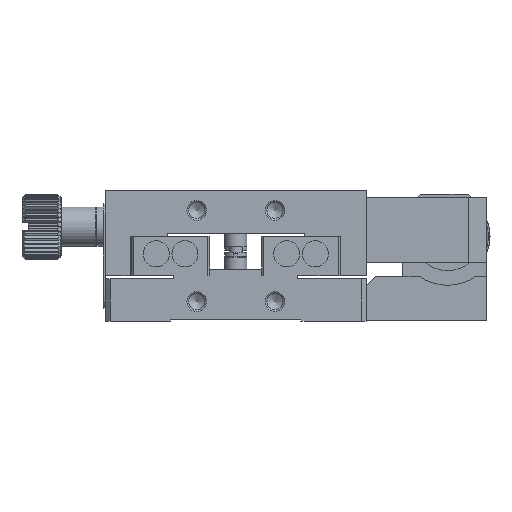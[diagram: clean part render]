
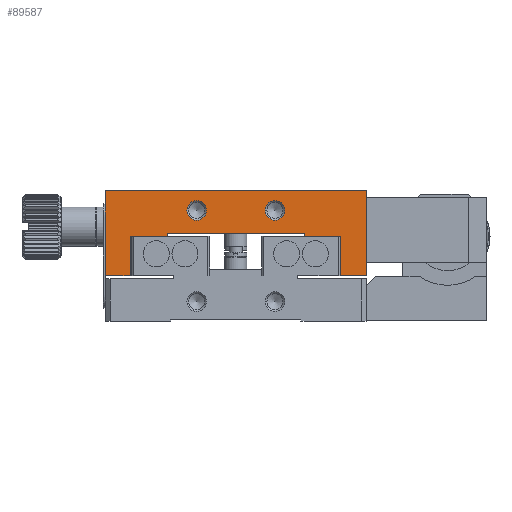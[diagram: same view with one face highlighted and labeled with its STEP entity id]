
A CAD part, left-side view. The second image highlights one B-rep face of the part: STEP entity #89587.
In plain terms, the highlighted planar face has unit normal (-1, 0, 0).
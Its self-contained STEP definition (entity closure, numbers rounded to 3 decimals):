
#13 = VERTEX_POINT ( 'NONE', #14756 ) ;
#121 = ORIENTED_EDGE ( 'NONE', *, *, #76679, .F. ) ;
#452 = EDGE_CURVE ( 'NONE', #52682, #76153, #45200, .T. ) ;
#725 = DIRECTION ( 'NONE',  ( 0., 1., 0. ) ) ;
#823 = DIRECTION ( 'NONE',  ( -1., 0., 0. ) ) ;
#1656 = CARTESIAN_POINT ( 'NONE',  ( -20., 16.2, 13. ) ) ;
#2393 = EDGE_CURVE ( 'NONE', #51236, #91162, #79791, .T. ) ;
#2397 = CARTESIAN_POINT ( 'NONE',  ( -20., 16.2, 20. ) ) ;
#2613 = EDGE_CURVE ( 'NONE', #77686, #80611, #13174, .T. ) ;
#4204 = CARTESIAN_POINT ( 'NONE',  ( -20., -10.5, 13. ) ) ;
#4951 = DIRECTION ( 'NONE',  ( 0., 0., -1. ) ) ;
#5199 = EDGE_CURVE ( 'NONE', #79778, #20305, #25890, .T. ) ;
#5406 = LINE ( 'NONE', #42508, #77846 ) ;
#6045 = CARTESIAN_POINT ( 'NONE',  ( -20., 20., 7. ) ) ;
#6226 = LINE ( 'NONE', #93737, #45384 ) ;
#6800 = CARTESIAN_POINT ( 'NONE',  ( -20., 20., 13.5 ) ) ;
#8046 = CARTESIAN_POINT ( 'NONE',  ( -20., 10.5, 13. ) ) ;
#8201 = VERTEX_POINT ( 'NONE', #65486 ) ;
#8541 = ORIENTED_EDGE ( 'NONE', *, *, #452, .F. ) ;
#10330 = EDGE_CURVE ( 'NONE', #85053, #12560, #5406, .T. ) ;
#10356 = DIRECTION ( 'NONE',  ( 0., -1., 0. ) ) ;
#11172 = CARTESIAN_POINT ( 'NONE',  ( -20., 10.5, 13.5 ) ) ;
#12560 = VERTEX_POINT ( 'NONE', #60398 ) ;
#13174 = LINE ( 'NONE', #6045, #49206 ) ;
#14756 = CARTESIAN_POINT ( 'NONE',  ( -20., 7.5, 17. ) ) ;
#15002 = LINE ( 'NONE', #93481, #55206 ) ;
#16383 = EDGE_CURVE ( 'NONE', #45712, #85053, #89334, .T. ) ;
#17785 = ORIENTED_EDGE ( 'NONE', *, *, #55362, .F. ) ;
#17806 = AXIS2_PLACEMENT_3D ( 'NONE', #61389, #73429, #82810 ) ;
#17954 = CARTESIAN_POINT ( 'NONE',  ( -20., 20., 20. ) ) ;
#18193 = CARTESIAN_POINT ( 'NONE',  ( -20., 20., 20. ) ) ;
#20127 = FACE_OUTER_BOUND ( 'NONE', #24172, .T. ) ;
#20305 = VERTEX_POINT ( 'NONE', #8046 ) ;
#20359 = VECTOR ( 'NONE', #35633, 1000. ) ;
#20933 = VERTEX_POINT ( 'NONE', #50371 ) ;
#24172 = EDGE_LOOP ( 'NONE', ( #8541, #58242, #85711, #32851, #90032, #61994, #26811, #92208, #121, #79005, #38834, #40096 ) ) ;
#25890 = LINE ( 'NONE', #11172, #53892 ) ;
#26016 = CARTESIAN_POINT ( 'NONE',  ( -20., 16.2, 7. ) ) ;
#26811 = ORIENTED_EDGE ( 'NONE', *, *, #46526, .F. ) ;
#27192 = CARTESIAN_POINT ( 'NONE',  ( -20., 10.5, 13.5 ) ) ;
#28564 = DIRECTION ( 'NONE',  ( 0., 1., 0. ) ) ;
#32851 = ORIENTED_EDGE ( 'NONE', *, *, #80077, .F. ) ;
#33332 = EDGE_CURVE ( 'NONE', #20933, #20933, #92960, .T. ) ;
#33549 = DIRECTION ( 'NONE',  ( 0., 1., 0. ) ) ;
#34107 = VECTOR ( 'NONE', #88372, 1000. ) ;
#35633 = DIRECTION ( 'NONE',  ( 0., 0., 1. ) ) ;
#38834 = ORIENTED_EDGE ( 'NONE', *, *, #16383, .F. ) ;
#39037 = CIRCLE ( 'NONE', #17806, 1.5 ) ;
#39355 = ORIENTED_EDGE ( 'NONE', *, *, #33332, .F. ) ;
#39378 = EDGE_LOOP ( 'NONE', ( #39355 ) ) ;
#39772 = CARTESIAN_POINT ( 'NONE',  ( -20., -10.5, 13.5 ) ) ;
#40096 = ORIENTED_EDGE ( 'NONE', *, *, #89068, .F. ) ;
#42508 = CARTESIAN_POINT ( 'NONE',  ( -20., 20., 20. ) ) ;
#44424 = EDGE_CURVE ( 'NONE', #8201, #51236, #15002, .T. ) ;
#44820 = VECTOR ( 'NONE', #63339, 1000. ) ;
#45200 = LINE ( 'NONE', #2397, #70449 ) ;
#45384 = VECTOR ( 'NONE', #28564, 1000. ) ;
#45712 = VERTEX_POINT ( 'NONE', #73929 ) ;
#46526 = EDGE_CURVE ( 'NONE', #80611, #8201, #78863, .T. ) ;
#48647 = DIRECTION ( 'NONE',  ( 0., -1., 0. ) ) ;
#49109 = DIRECTION ( 'NONE',  ( 1., 0., 0. ) ) ;
#49206 = VECTOR ( 'NONE', #92582, 1000. ) ;
#50019 = EDGE_CURVE ( 'NONE', #20305, #52682, #79952, .T. ) ;
#50371 = CARTESIAN_POINT ( 'NONE',  ( -20., -4.5, 17. ) ) ;
#51236 = VERTEX_POINT ( 'NONE', #4204 ) ;
#52682 = VERTEX_POINT ( 'NONE', #1656 ) ;
#53892 = VECTOR ( 'NONE', #4951, 1000. ) ;
#54158 = VECTOR ( 'NONE', #90516, 1000. ) ;
#54307 = LINE ( 'NONE', #69959, #54158 ) ;
#54520 = DIRECTION ( 'NONE',  ( 0., 0., 1. ) ) ;
#55206 = VECTOR ( 'NONE', #725, 1000. ) ;
#55362 = EDGE_CURVE ( 'NONE', #13, #13, #39037, .T. ) ;
#57475 = AXIS2_PLACEMENT_3D ( 'NONE', #17954, #49109, #10356 ) ;
#58242 = ORIENTED_EDGE ( 'NONE', *, *, #50019, .F. ) ;
#60398 = CARTESIAN_POINT ( 'NONE',  ( -20., -20., 20. ) ) ;
#61146 = FACE_BOUND ( 'NONE', #39378, .T. ) ;
#61389 = CARTESIAN_POINT ( 'NONE',  ( -20., 6., 17. ) ) ;
#61994 = ORIENTED_EDGE ( 'NONE', *, *, #44424, .F. ) ;
#63339 = DIRECTION ( 'NONE',  ( 0., 1., 0. ) ) ;
#63383 = PLANE ( 'NONE',  #57475 ) ;
#63471 = CARTESIAN_POINT ( 'NONE',  ( -20., -16., 7. ) ) ;
#65201 = CARTESIAN_POINT ( 'NONE',  ( -20., 20., 13. ) ) ;
#65486 = CARTESIAN_POINT ( 'NONE',  ( -20., -16., 13. ) ) ;
#67324 = CARTESIAN_POINT ( 'NONE',  ( -20., -6., 17. ) ) ;
#67406 = CARTESIAN_POINT ( 'NONE',  ( -20., 20., 20. ) ) ;
#67828 = FACE_BOUND ( 'NONE', #81448, .T. ) ;
#68519 = CARTESIAN_POINT ( 'NONE',  ( -20., -20., 7. ) ) ;
#69959 = CARTESIAN_POINT ( 'NONE',  ( -20., -20., 20. ) ) ;
#70449 = VECTOR ( 'NONE', #74154, 1000. ) ;
#71723 = CARTESIAN_POINT ( 'NONE',  ( -20., -16., 20. ) ) ;
#73429 = DIRECTION ( 'NONE',  ( -1., 0., 0. ) ) ;
#73929 = CARTESIAN_POINT ( 'NONE',  ( -20., 20., 7. ) ) ;
#74154 = DIRECTION ( 'NONE',  ( 0., 0., -1. ) ) ;
#74526 = CARTESIAN_POINT ( 'NONE',  ( -20., -10.5, 13. ) ) ;
#76153 = VERTEX_POINT ( 'NONE', #26016 ) ;
#76679 = EDGE_CURVE ( 'NONE', #12560, #77686, #54307, .T. ) ;
#77686 = VERTEX_POINT ( 'NONE', #68519 ) ;
#77846 = VECTOR ( 'NONE', #48647, 1000. ) ;
#78556 = LINE ( 'NONE', #6800, #92280 ) ;
#78863 = LINE ( 'NONE', #71723, #20359 ) ;
#79005 = ORIENTED_EDGE ( 'NONE', *, *, #10330, .F. ) ;
#79778 = VERTEX_POINT ( 'NONE', #27192 ) ;
#79791 = LINE ( 'NONE', #74526, #34107 ) ;
#79952 = LINE ( 'NONE', #65201, #44820 ) ;
#79967 = DIRECTION ( 'NONE',  ( 0., 1., 0. ) ) ;
#80077 = EDGE_CURVE ( 'NONE', #91162, #79778, #78556, .T. ) ;
#80611 = VERTEX_POINT ( 'NONE', #63471 ) ;
#80922 = VECTOR ( 'NONE', #54520, 1000. ) ;
#81448 = EDGE_LOOP ( 'NONE', ( #17785 ) ) ;
#82810 = DIRECTION ( 'NONE',  ( 0., 1., 0. ) ) ;
#85053 = VERTEX_POINT ( 'NONE', #18193 ) ;
#85711 = ORIENTED_EDGE ( 'NONE', *, *, #5199, .F. ) ;
#88372 = DIRECTION ( 'NONE',  ( 0., 0., 1. ) ) ;
#89068 = EDGE_CURVE ( 'NONE', #76153, #45712, #6226, .T. ) ;
#89334 = LINE ( 'NONE', #67406, #80922 ) ;
#89587 = ADVANCED_FACE ( 'NONE', ( #20127, #67828, #61146 ), #63383, .F. ) ;
#90032 = ORIENTED_EDGE ( 'NONE', *, *, #2393, .F. ) ;
#90516 = DIRECTION ( 'NONE',  ( 0., 0., -1. ) ) ;
#91162 = VERTEX_POINT ( 'NONE', #39772 ) ;
#91541 = AXIS2_PLACEMENT_3D ( 'NONE', #67324, #823, #33549 ) ;
#92208 = ORIENTED_EDGE ( 'NONE', *, *, #2613, .F. ) ;
#92280 = VECTOR ( 'NONE', #79967, 1000. ) ;
#92582 = DIRECTION ( 'NONE',  ( 0., 1., 0. ) ) ;
#92960 = CIRCLE ( 'NONE', #91541, 1.5 ) ;
#93481 = CARTESIAN_POINT ( 'NONE',  ( -20., 20., 13. ) ) ;
#93737 = CARTESIAN_POINT ( 'NONE',  ( -20., 20., 7. ) ) ;
